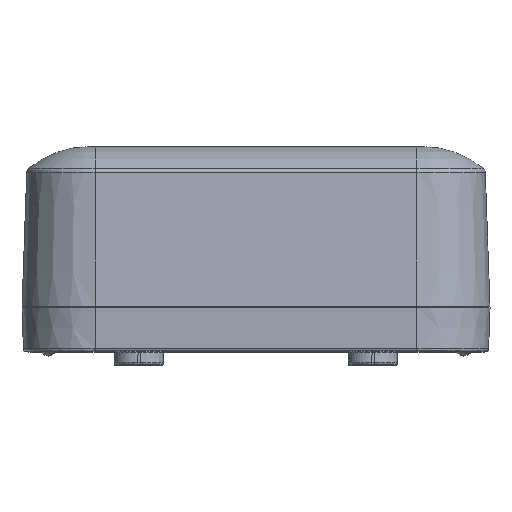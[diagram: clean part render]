
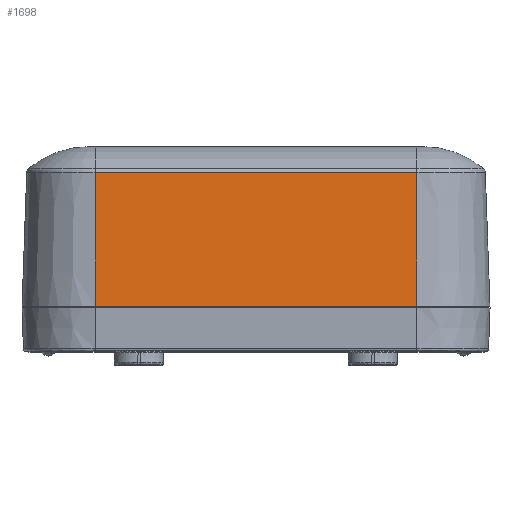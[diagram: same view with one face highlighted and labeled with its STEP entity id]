
A CAD part, top view. The second image highlights one B-rep face of the part: STEP entity #1698.
In plain terms, the highlighted face is planar.
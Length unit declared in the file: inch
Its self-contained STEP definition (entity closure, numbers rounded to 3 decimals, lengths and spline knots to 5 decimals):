
#1698 = ADVANCED_FACE ( 'NONE', ( #69072 ), #67625, .F. ) ;
#4863 = DIRECTION ( 'NONE',  ( 1., 0., 0. ) ) ;
#5596 = VERTEX_POINT ( 'NONE', #50448 ) ;
#11334 = VECTOR ( 'NONE', #36173, 39.37008 ) ;
#16514 = AXIS2_PLACEMENT_3D ( 'NONE', #23094, #90645, #31888 ) ;
#19961 = VECTOR ( 'NONE', #4863, 39.37008 ) ;
#21751 = ORIENTED_EDGE ( 'NONE', *, *, #35883, .F. ) ;
#23094 = CARTESIAN_POINT ( 'NONE',  ( 2.16535, 0., -3.14961 ) ) ;
#23739 = DIRECTION ( 'NONE',  ( 0., 0.999, 0.035 ) ) ;
#24223 = CARTESIAN_POINT ( 'NONE',  ( 2.16535, 0., -3.14961 ) ) ;
#25923 = EDGE_CURVE ( 'NONE', #80789, #29381, #84358, .T. ) ;
#29381 = VERTEX_POINT ( 'NONE', #57813 ) ;
#30558 = CARTESIAN_POINT ( 'NONE',  ( -2.16535, 1.8157, -3.0862 ) ) ;
#31264 = VECTOR ( 'NONE', #90269, 39.37008 ) ;
#31888 = DIRECTION ( 'NONE',  ( 0., -0.999, -0.035 ) ) ;
#35755 = ORIENTED_EDGE ( 'NONE', *, *, #46073, .F. ) ;
#35883 = EDGE_CURVE ( 'NONE', #29381, #5596, #73841, .T. ) ;
#36173 = DIRECTION ( 'NONE',  ( 0., -0.999, -0.035 ) ) ;
#39435 = ORIENTED_EDGE ( 'NONE', *, *, #25923, .F. ) ;
#41062 = CARTESIAN_POINT ( 'NONE',  ( 2.16535, 1.8157, -3.0862 ) ) ;
#41514 = VECTOR ( 'NONE', #23739, 39.37008 ) ;
#42547 = CARTESIAN_POINT ( 'NONE',  ( -2.16535, 0., -3.14961 ) ) ;
#46073 = EDGE_CURVE ( 'NONE', #76556, #80789, #61415, .T. ) ;
#46638 = LINE ( 'NONE', #76017, #19961 ) ;
#50448 = CARTESIAN_POINT ( 'NONE',  ( -2.16535, 0.01575, -3.14906 ) ) ;
#53370 = ORIENTED_EDGE ( 'NONE', *, *, #90918, .F. ) ;
#57813 = CARTESIAN_POINT ( 'NONE',  ( -2.16535, 1.8157, -3.0862 ) ) ;
#61415 = LINE ( 'NONE', #24223, #41514 ) ;
#67625 = PLANE ( 'NONE',  #16514 ) ;
#67969 = CARTESIAN_POINT ( 'NONE',  ( 2.16535, 0.01575, -3.14906 ) ) ;
#69072 = FACE_OUTER_BOUND ( 'NONE', #73643, .T. ) ;
#73643 = EDGE_LOOP ( 'NONE', ( #21751, #39435, #35755, #53370 ) ) ;
#73841 = LINE ( 'NONE', #42547, #11334 ) ;
#76017 = CARTESIAN_POINT ( 'NONE',  ( 2.16535, 0.01575, -3.14906 ) ) ;
#76556 = VERTEX_POINT ( 'NONE', #67969 ) ;
#80789 = VERTEX_POINT ( 'NONE', #41062 ) ;
#84358 = LINE ( 'NONE', #30558, #31264 ) ;
#90269 = DIRECTION ( 'NONE',  ( -1., 0., 0. ) ) ;
#90645 = DIRECTION ( 'NONE',  ( 0., -0.035, 0.999 ) ) ;
#90918 = EDGE_CURVE ( 'NONE', #5596, #76556, #46638, .T. ) ;
